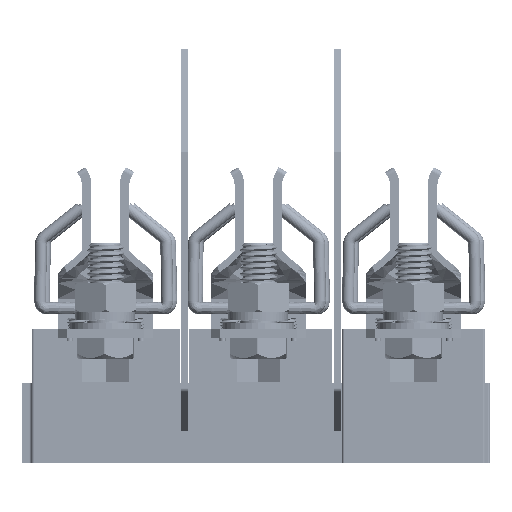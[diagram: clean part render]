
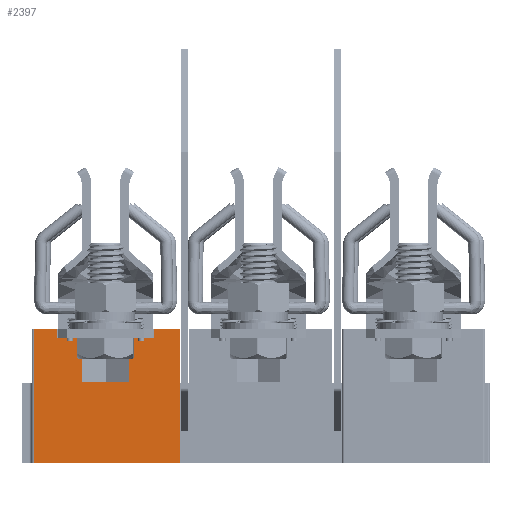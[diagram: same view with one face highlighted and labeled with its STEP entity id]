
A CAD part, front view. The second image highlights one B-rep face of the part: STEP entity #2397.
In plain terms, the highlighted planar face has unit normal (0, -1, 0).
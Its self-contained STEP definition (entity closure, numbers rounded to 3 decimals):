
#2397=ADVANCED_FACE('',(#4825),#3932,.F.);
#3932=PLANE('',#26988);
#4825=FACE_OUTER_BOUND('',#6140,.T.);
#6140=EDGE_LOOP('',(#9230,#9231,#9232,#9233,#9234,#9235,#9236,#9237,#9238,
#9239,#9240,#9241));
#9230=ORIENTED_EDGE('',*,*,#19251,.T.);
#9231=ORIENTED_EDGE('',*,*,#19252,.F.);
#9232=ORIENTED_EDGE('',*,*,#19253,.F.);
#9233=ORIENTED_EDGE('',*,*,#19078,.T.);
#9234=ORIENTED_EDGE('',*,*,#19254,.F.);
#9235=ORIENTED_EDGE('',*,*,#19255,.F.);
#9236=ORIENTED_EDGE('',*,*,#19256,.T.);
#9237=ORIENTED_EDGE('',*,*,#19179,.T.);
#9238=ORIENTED_EDGE('',*,*,#19257,.F.);
#9239=ORIENTED_EDGE('',*,*,#19258,.F.);
#9240=ORIENTED_EDGE('',*,*,#19259,.T.);
#9241=ORIENTED_EDGE('',*,*,#19081,.T.);
#16481=VERTEX_POINT('',#40074);
#16482=VERTEX_POINT('',#40076);
#16484=VERTEX_POINT('',#40080);
#16485=VERTEX_POINT('',#40082);
#16580=VERTEX_POINT('',#40282);
#16581=VERTEX_POINT('',#40284);
#16641=VERTEX_POINT('',#40426);
#16642=VERTEX_POINT('',#40428);
#16643=VERTEX_POINT('',#40431);
#16644=VERTEX_POINT('',#40433);
#16645=VERTEX_POINT('',#40436);
#16646=VERTEX_POINT('',#40438);
#19078=EDGE_CURVE('',#16482,#16481,#22803,.T.);
#19081=EDGE_CURVE('',#16485,#16484,#22806,.T.);
#19179=EDGE_CURVE('',#16581,#16580,#22879,.T.);
#19251=EDGE_CURVE('',#16484,#16641,#22930,.T.);
#19252=EDGE_CURVE('',#16642,#16641,#22931,.T.);
#19253=EDGE_CURVE('',#16482,#16642,#22932,.T.);
#19254=EDGE_CURVE('',#16643,#16481,#22933,.T.);
#19255=EDGE_CURVE('',#16644,#16643,#22934,.T.);
#19256=EDGE_CURVE('',#16644,#16581,#22935,.T.);
#19257=EDGE_CURVE('',#16645,#16580,#22936,.T.);
#19258=EDGE_CURVE('',#16646,#16645,#22937,.T.);
#19259=EDGE_CURVE('',#16646,#16485,#22938,.T.);
#22803=LINE('',#40075,#24874);
#22806=LINE('',#40081,#24877);
#22879=LINE('',#40283,#24950);
#22930=LINE('',#40425,#25001);
#22931=LINE('',#40427,#25002);
#22932=LINE('',#40429,#25003);
#22933=LINE('',#40430,#25004);
#22934=LINE('',#40432,#25005);
#22935=LINE('',#40434,#25006);
#22936=LINE('',#40435,#25007);
#22937=LINE('',#40437,#25008);
#22938=LINE('',#40439,#25009);
#24874=VECTOR('',#29356,1.);
#24877=VECTOR('',#29359,1.);
#24950=VECTOR('',#29498,1.);
#25001=VECTOR('',#29611,1.);
#25002=VECTOR('',#29612,1.);
#25003=VECTOR('',#29613,1.);
#25004=VECTOR('',#29614,1.);
#25005=VECTOR('',#29615,1.);
#25006=VECTOR('',#29616,1.);
#25007=VECTOR('',#29617,1.);
#25008=VECTOR('',#29618,1.);
#25009=VECTOR('',#29619,1.);
#26988=AXIS2_PLACEMENT_3D('',#40440,#29620,#29621);
#29356=DIRECTION('',(-1.,0.,0.));
#29359=DIRECTION('',(-1.,0.,0.));
#29498=DIRECTION('',(1.,0.,0.));
#29611=DIRECTION('',(0.,0.,-1.));
#29612=DIRECTION('',(1.,0.,0.));
#29613=DIRECTION('',(0.,0.,-1.));
#29614=DIRECTION('',(0.,0.,-1.));
#29615=DIRECTION('',(1.,0.,0.));
#29616=DIRECTION('',(0.,0.,-1.));
#29617=DIRECTION('',(0.,0.,-1.));
#29618=DIRECTION('',(1.,0.,0.));
#29619=DIRECTION('',(0.,0.,-1.));
#29620=DIRECTION('',(0.,1.,0.));
#29621=DIRECTION('',(-1.,0.,0.));
#40074=CARTESIAN_POINT('',(6.4,-90.,26.2));
#40075=CARTESIAN_POINT('',(11.5,-90.,26.2));
#40076=CARTESIAN_POINT('',(11.5,-90.,26.2));
#40080=CARTESIAN_POINT('',(21.5,-90.,26.2));
#40081=CARTESIAN_POINT('',(29.2,-90.,26.2));
#40082=CARTESIAN_POINT('',(26.6,-90.,26.2));
#40282=CARTESIAN_POINT('',(32.,-90.,0.));
#40283=CARTESIAN_POINT('',(1.,-90.,0.));
#40284=CARTESIAN_POINT('',(1.5,-90.,0.));
#40425=CARTESIAN_POINT('',(21.5,-90.,22.5));
#40426=CARTESIAN_POINT('',(21.5,-90.,17.));
#40427=CARTESIAN_POINT('',(11.5,-90.,17.));
#40428=CARTESIAN_POINT('',(11.5,-90.,17.));
#40429=CARTESIAN_POINT('',(11.5,-90.,22.5));
#40430=CARTESIAN_POINT('',(6.4,-90.,28.2));
#40431=CARTESIAN_POINT('',(6.4,-90.,28.2));
#40432=CARTESIAN_POINT('',(1.5,-90.,28.2));
#40433=CARTESIAN_POINT('',(1.5,-90.,28.2));
#40434=CARTESIAN_POINT('',(1.5,-90.,25.));
#40435=CARTESIAN_POINT('',(32.,-90.,25.));
#40436=CARTESIAN_POINT('',(32.,-90.,28.2));
#40437=CARTESIAN_POINT('',(26.6,-90.,28.2));
#40438=CARTESIAN_POINT('',(26.6,-90.,28.2));
#40439=CARTESIAN_POINT('',(26.6,-90.,28.2));
#40440=CARTESIAN_POINT('',(1.,-90.,25.));
